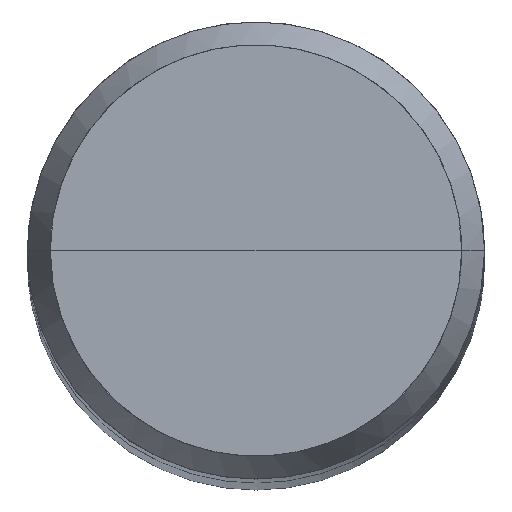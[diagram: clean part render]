
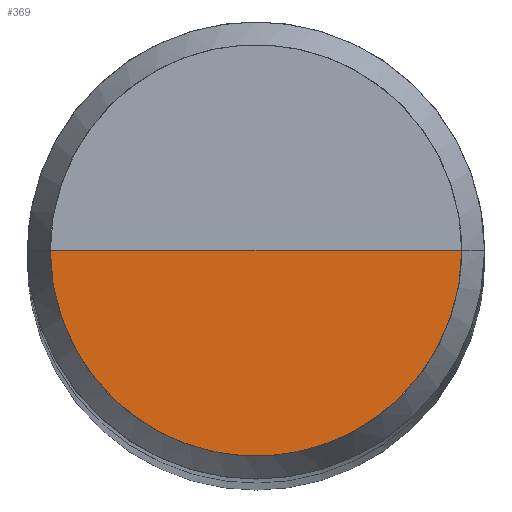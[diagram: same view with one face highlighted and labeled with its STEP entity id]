
A CAD part, top view. The second image highlights one B-rep face of the part: STEP entity #369.
In plain terms, the highlighted free-form (B-spline) face has degree [1, 2] with [2, 5] control points.
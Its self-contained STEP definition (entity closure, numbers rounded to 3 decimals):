
#82=CARTESIAN_POINT('',(4.5,0.0,50.0));
#86=CARTESIAN_POINT('',(-4.5,0.0,50.0));
#87=CARTESIAN_POINT('',(0.0,0.0,50.0));
#103=CARTESIAN_POINT('',(-4.5,-4.5,50.0));
#104=CARTESIAN_POINT('',(0.0,-4.5,50.0));
#105=CARTESIAN_POINT('',(4.5,-4.5,50.0));
#354=(
BOUNDED_SURFACE()
B_SPLINE_SURFACE(1,2,(
(#86,#103,#104,#105,#82),
(#87,#87,#87,#87,#87)
), .UNSPECIFIED.,.F.,.F.,.F.)
B_SPLINE_SURFACE_WITH_KNOTS((2,2),(3,2,3),(
0.0,1.0),(
0.0,0.5,1.0), .UNSPECIFIED.)
GEOMETRIC_REPRESENTATION_ITEM()
RATIONAL_B_SPLINE_SURFACE(((1.0,0.707,1.0,0.707,1.0),
(1.0,0.707,1.0,0.707,1.0)
))
REPRESENTATION_ITEM('')
SURFACE()
);
#355=(
BOUNDED_CURVE()
B_SPLINE_CURVE(2,(#82,#105,#104,#103,#86),.UNSPECIFIED.,.F.,.F.)
B_SPLINE_CURVE_WITH_KNOTS((3,2,3),
(0.0,0.5,1.0),.UNSPECIFIED.)
CURVE()
GEOMETRIC_REPRESENTATION_ITEM()
RATIONAL_B_SPLINE_CURVE((1.0,0.707,1.0,0.707,1.0))
REPRESENTATION_ITEM('')
);
#356=(
BOUNDED_CURVE()
B_SPLINE_CURVE(1,(#86,#87),.UNSPECIFIED.,.F.,.F.)
B_SPLINE_CURVE_WITH_KNOTS((2,2),
(0.0,1.0),.UNSPECIFIED.)
CURVE()
GEOMETRIC_REPRESENTATION_ITEM()
RATIONAL_B_SPLINE_CURVE((1.0,1.0))
REPRESENTATION_ITEM('')
);
#357=(
BOUNDED_CURVE()
B_SPLINE_CURVE(1,(#87,#82),.UNSPECIFIED.,.F.,.F.)
B_SPLINE_CURVE_WITH_KNOTS((2,2),
(0.0,1.0),.UNSPECIFIED.)
CURVE()
GEOMETRIC_REPRESENTATION_ITEM()
RATIONAL_B_SPLINE_CURVE((1.0,1.0))
REPRESENTATION_ITEM('')
);
#358=VERTEX_POINT('',#82);
#359=VERTEX_POINT('',#86);
#360=VERTEX_POINT('',#87);
#361=EDGE_CURVE('',#358,#359,#355,.T.);
#362=EDGE_CURVE('',#359,#360,#356,.T.);
#363=EDGE_CURVE('',#360,#358,#357,.T.);
#364=ORIENTED_EDGE('',*,*,#361,.T.);
#365=ORIENTED_EDGE('',*,*,#362,.T.);
#366=ORIENTED_EDGE('',*,*,#363,.T.);
#367=EDGE_LOOP('',(#364,#365,#366));
#368=FACE_OUTER_BOUND('',#367,.T.);
#369=ADVANCED_FACE('',(#368),#354,.T.);
